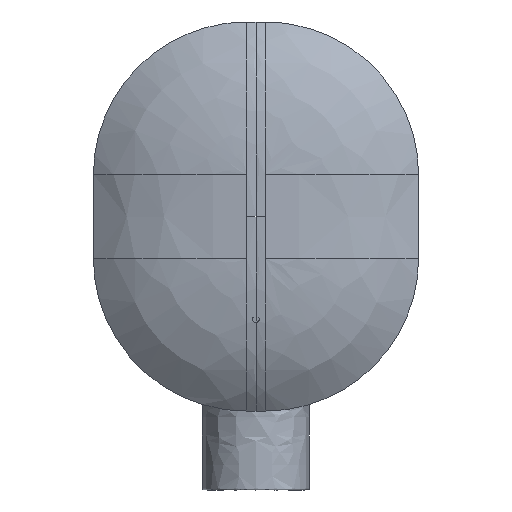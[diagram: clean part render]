
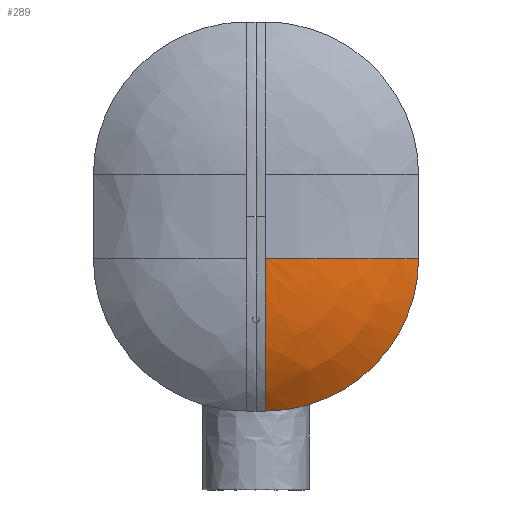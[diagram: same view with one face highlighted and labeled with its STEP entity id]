
A CAD part, front view. The second image highlights one B-rep face of the part: STEP entity #289.
In plain terms, the highlighted free-form (B-spline) face has degree [3, 3] with [7, 7] control points.
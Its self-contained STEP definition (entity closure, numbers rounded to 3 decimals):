
#54=B_SPLINE_CURVE_WITH_KNOTS('',3,(#3732,#3733,#3734,#3735,#3736,#3737,
#3738),.UNSPECIFIED.,.F.,.F.,(4,1,1,1,4),(-191.97,-155.226,
-118.482,-81.737,-44.993),.UNSPECIFIED.);
#55=B_SPLINE_CURVE_WITH_KNOTS('',3,(#3739,#3740,#3741,#3742,#3743,#3744,
#3745),.UNSPECIFIED.,.F.,.F.,(4,1,1,1,4),(-191.97,-155.226,
-118.482,-81.737,-44.993),.UNSPECIFIED.);
#289=ADVANCED_FACE('',(#411),#1551,.T.);
#411=FACE_OUTER_BOUND('',#533,.T.);
#533=EDGE_LOOP('',(#767,#768,#769,#770));
#767=ORIENTED_EDGE('',*,*,#1215,.F.);
#768=ORIENTED_EDGE('',*,*,#1226,.F.);
#769=ORIENTED_EDGE('',*,*,#1214,.T.);
#770=ORIENTED_EDGE('',*,*,#1257,.F.);
#1214=EDGE_CURVE('',#1456,#1455,#54,.T.);
#1215=EDGE_CURVE('',#1457,#1454,#55,.T.);
#1226=EDGE_CURVE('',#1456,#1457,#1638,.T.);
#1257=EDGE_CURVE('',#1454,#1455,#1648,.T.);
#1454=VERTEX_POINT('',#3478);
#1455=VERTEX_POINT('',#3479);
#1456=VERTEX_POINT('',#3480);
#1457=VERTEX_POINT('',#3481);
#1551=(
BOUNDED_SURFACE()
B_SPLINE_SURFACE(3,3,((#2810,#2811,#2812,#2813,#2814,#2815,#2816),(#2817,
#2818,#2819,#2820,#2821,#2822,#2823),(#2824,#2825,#2826,#2827,#2828,#2829,
#2830),(#2831,#2832,#2833,#2834,#2835,#2836,#2837),(#2838,#2839,#2840,#2841,
#2842,#2843,#2844),(#2845,#2846,#2847,#2848,#2849,#2850,#2851),(#2852,#2853,
#2854,#2855,#2856,#2857,#2858)),.UNSPECIFIED.,.F.,.F.,.F.)
B_SPLINE_SURFACE_WITH_KNOTS((4,1,1,1,4),(4,1,1,1,4),(44.993,81.737,
118.482,155.226,191.97),(0.,34.261,
68.522,102.782,137.043),.UNSPECIFIED.)
GEOMETRIC_REPRESENTATION_ITEM()
RATIONAL_B_SPLINE_SURFACE(((1.,0.951,0.878,0.841,
0.878,0.951,1.),(1.,0.951,
0.878,0.841,0.878,0.951,
1.),(1.,0.951,0.878,0.841,
0.878,0.951,1.),(1.,0.951,
0.878,0.841,0.878,0.951,
1.),(1.,0.951,0.878,0.841,
0.878,0.951,1.),(1.,0.951,
0.878,0.841,0.878,0.951,
1.),(1.,0.951,0.878,0.841,
0.878,0.951,1.)))
REPRESENTATION_ITEM('')
SURFACE()
);
#1638=(
BOUNDED_CURVE()
B_SPLINE_CURVE(3,(#3798,#3799,#3800,#3801,#3802,#3803,#3804,#3805,#3806,
#3807,#3808,#3809,#3810),.UNSPECIFIED.,.F.,.F.)
B_SPLINE_CURVE_WITH_KNOTS((4,3,3,3,4),(-137.043,-102.782,
-68.522,-34.261,0.),.UNSPECIFIED.)
CURVE()
GEOMETRIC_REPRESENTATION_ITEM()
RATIONAL_B_SPLINE_CURVE((1.,0.951,0.915,0.89,
0.866,0.854,0.854,0.854,
0.866,0.89,0.915,0.951,
1.))
REPRESENTATION_ITEM('')
);
#1648=(
BOUNDED_CURVE()
B_SPLINE_CURVE(3,(#3919,#3920,#3921,#3922,#3923,#3924,#3925,#3926,#3927,
#3928,#3929,#3930,#3931),.UNSPECIFIED.,.F.,.F.)
B_SPLINE_CURVE_WITH_KNOTS((4,3,3,3,4),(0.,34.261,68.522,
102.782,137.043),.UNSPECIFIED.)
CURVE()
GEOMETRIC_REPRESENTATION_ITEM()
RATIONAL_B_SPLINE_CURVE((1.,0.951,0.915,0.89,
0.866,0.854,0.854,0.854,
0.866,0.89,0.915,0.951,
1.))
REPRESENTATION_ITEM('')
);
#2810=CARTESIAN_POINT('',(26661.788,-11897.844,209.315));
#2811=CARTESIAN_POINT('',(26661.851,-11897.844,209.315));
#2812=CARTESIAN_POINT('',(26661.982,-11897.844,209.339));
#2813=CARTESIAN_POINT('',(26662.156,-11897.844,209.452));
#2814=CARTESIAN_POINT('',(26662.269,-11897.844,209.626));
#2815=CARTESIAN_POINT('',(26662.293,-11897.844,209.756));
#2816=CARTESIAN_POINT('',(26662.293,-11897.844,209.818));
#2817=CARTESIAN_POINT('',(26661.788,-11897.384,195.93));
#2818=CARTESIAN_POINT('',(26663.521,-11897.384,195.93));
#2819=CARTESIAN_POINT('',(26667.145,-11897.384,196.589));
#2820=CARTESIAN_POINT('',(26671.963,-11897.384,199.713));
#2821=CARTESIAN_POINT('',(26675.108,-11897.384,204.498));
#2822=CARTESIAN_POINT('',(26675.772,-11897.384,208.097));
#2823=CARTESIAN_POINT('',(26675.772,-11897.384,209.818));
#2824=CARTESIAN_POINT('',(26661.788,-11895.715,169.596));
#2825=CARTESIAN_POINT('',(26666.806,-11895.715,169.596));
#2826=CARTESIAN_POINT('',(26677.302,-11895.715,171.505));
#2827=CARTESIAN_POINT('',(26691.258,-11895.715,180.552));
#2828=CARTESIAN_POINT('',(26700.368,-11895.715,194.411));
#2829=CARTESIAN_POINT('',(26702.29,-11895.715,204.835));
#2830=CARTESIAN_POINT('',(26702.29,-11895.715,209.818));
#2831=CARTESIAN_POINT('',(26661.788,-11889.085,132.135));
#2832=CARTESIAN_POINT('',(26671.48,-11889.085,132.135));
#2833=CARTESIAN_POINT('',(26691.75,-11889.085,135.822));
#2834=CARTESIAN_POINT('',(26718.703,-11889.086,153.294));
#2835=CARTESIAN_POINT('',(26736.297,-11889.086,180.062));
#2836=CARTESIAN_POINT('',(26740.009,-11889.086,200.193));
#2837=CARTESIAN_POINT('',(26740.009,-11889.086,209.818));
#2838=CARTESIAN_POINT('',(26661.788,-11876.414,97.472));
#2839=CARTESIAN_POINT('',(26675.804,-11876.414,97.472));
#2840=CARTESIAN_POINT('',(26705.118,-11876.415,102.803));
#2841=CARTESIAN_POINT('',(26744.097,-11876.416,128.072));
#2842=CARTESIAN_POINT('',(26769.541,-11876.418,166.784));
#2843=CARTESIAN_POINT('',(26774.909,-11876.418,195.898));
#2844=CARTESIAN_POINT('',(26774.909,-11876.418,209.818));
#2845=CARTESIAN_POINT('',(26661.788,-11862.659,76.805));
#2846=CARTESIAN_POINT('',(26678.382,-11862.659,76.805));
#2847=CARTESIAN_POINT('',(26713.087,-11862.66,83.117));
#2848=CARTESIAN_POINT('',(26759.237,-11862.662,113.033));
#2849=CARTESIAN_POINT('',(26789.362,-11862.665,158.867));
#2850=CARTESIAN_POINT('',(26795.718,-11862.666,193.337));
#2851=CARTESIAN_POINT('',(26795.718,-11862.666,209.818));
#2852=CARTESIAN_POINT('',(26661.788,-11854.155,67.243));
#2853=CARTESIAN_POINT('',(26679.574,-11854.155,67.243));
#2854=CARTESIAN_POINT('',(26716.775,-11854.155,74.009));
#2855=CARTESIAN_POINT('',(26766.242,-11854.158,106.075));
#2856=CARTESIAN_POINT('',(26798.533,-11854.161,155.204));
#2857=CARTESIAN_POINT('',(26805.346,-11854.162,192.152));
#2858=CARTESIAN_POINT('',(26805.346,-11854.162,209.818));
#3478=CARTESIAN_POINT('',(26661.788,-11897.844,209.315));
#3479=CARTESIAN_POINT('',(26662.293,-11897.844,209.818));
#3480=CARTESIAN_POINT('',(26805.346,-11854.162,209.818));
#3481=CARTESIAN_POINT('',(26661.788,-11854.155,67.243));
#3732=CARTESIAN_POINT('',(26805.346,-11854.162,209.818));
#3733=CARTESIAN_POINT('',(26795.719,-11862.666,209.818));
#3734=CARTESIAN_POINT('',(26774.909,-11876.418,209.818));
#3735=CARTESIAN_POINT('',(26740.009,-11889.086,209.818));
#3736=CARTESIAN_POINT('',(26702.29,-11895.715,209.818));
#3737=CARTESIAN_POINT('',(26675.772,-11897.385,209.818));
#3738=CARTESIAN_POINT('',(26662.293,-11897.844,209.818));
#3739=CARTESIAN_POINT('',(26661.788,-11854.155,67.243));
#3740=CARTESIAN_POINT('',(26661.788,-11862.659,76.805));
#3741=CARTESIAN_POINT('',(26661.788,-11876.415,97.472));
#3742=CARTESIAN_POINT('',(26661.788,-11889.085,132.135));
#3743=CARTESIAN_POINT('',(26661.788,-11895.715,169.596));
#3744=CARTESIAN_POINT('',(26661.788,-11897.385,195.93));
#3745=CARTESIAN_POINT('',(26661.788,-11897.844,209.315));
#3798=CARTESIAN_POINT('',(26805.346,-11854.162,209.818));
#3799=CARTESIAN_POINT('',(26805.346,-11854.162,192.152));
#3800=CARTESIAN_POINT('',(26802.076,-11854.161,174.418));
#3801=CARTESIAN_POINT('',(26795.266,-11854.161,157.335));
#3802=CARTESIAN_POINT('',(26788.072,-11854.16,139.289));
#3803=CARTESIAN_POINT('',(26777.313,-11854.159,122.92));
#3804=CARTESIAN_POINT('',(26763.297,-11854.158,109.));
#3805=CARTESIAN_POINT('',(26749.281,-11854.157,95.081));
#3806=CARTESIAN_POINT('',(26732.799,-11854.156,84.397));
#3807=CARTESIAN_POINT('',(26714.629,-11854.156,77.253));
#3808=CARTESIAN_POINT('',(26697.43,-11854.155,70.491));
#3809=CARTESIAN_POINT('',(26679.574,-11854.155,67.243));
#3810=CARTESIAN_POINT('',(26661.788,-11854.155,67.243));
#3919=CARTESIAN_POINT('',(26661.788,-11897.844,209.315));
#3920=CARTESIAN_POINT('',(26661.851,-11897.844,209.315));
#3921=CARTESIAN_POINT('',(26661.914,-11897.844,209.327));
#3922=CARTESIAN_POINT('',(26661.974,-11897.844,209.351));
#3923=CARTESIAN_POINT('',(26662.038,-11897.844,209.376));
#3924=CARTESIAN_POINT('',(26662.096,-11897.844,209.414));
#3925=CARTESIAN_POINT('',(26662.145,-11897.844,209.463));
#3926=CARTESIAN_POINT('',(26662.194,-11897.844,209.512));
#3927=CARTESIAN_POINT('',(26662.232,-11897.844,209.569));
#3928=CARTESIAN_POINT('',(26662.258,-11897.844,209.633));
#3929=CARTESIAN_POINT('',(26662.282,-11897.844,209.693));
#3930=CARTESIAN_POINT('',(26662.293,-11897.844,209.756));
#3931=CARTESIAN_POINT('',(26662.293,-11897.844,209.818));
